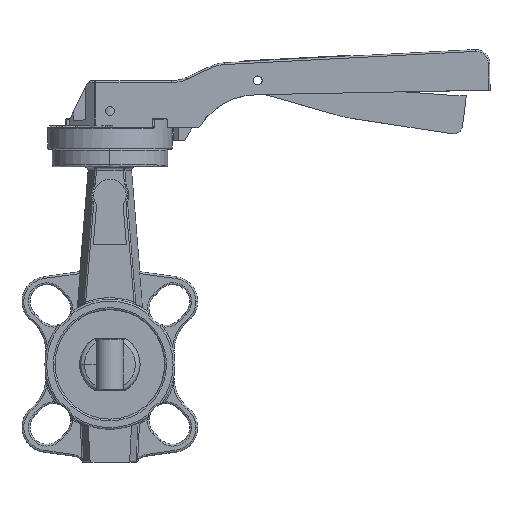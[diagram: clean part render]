
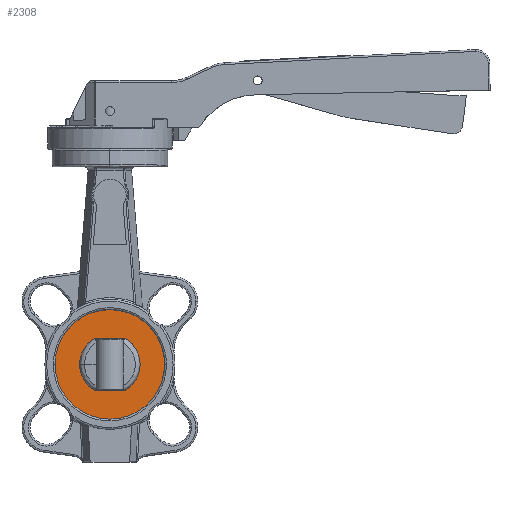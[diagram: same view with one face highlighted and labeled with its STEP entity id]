
A CAD part, top view. The second image highlights one B-rep face of the part: STEP entity #2308.
In plain terms, the highlighted planar face has unit normal (0, 0, 1).
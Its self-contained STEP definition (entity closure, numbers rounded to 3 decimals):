
#14 = DIRECTION ( 'NONE',  ( -1., 0., 0. ) ) ;
#212 = EDGE_CURVE ( 'NONE', #41021, #18475, #25203, .T. ) ;
#250 = PLANE ( 'NONE',  #11402 ) ;
#403 = CARTESIAN_POINT ( 'NONE',  ( 8.709, 14.6, 18.3 ) ) ;
#2308 = ADVANCED_FACE ( 'NONE', ( #29422, #31021 ), #250, .T. ) ;
#2751 = CARTESIAN_POINT ( 'NONE',  ( 8.709, -14.6, 18.3 ) ) ;
#4794 = CARTESIAN_POINT ( 'NONE',  ( 0., 14.6, 18.3 ) ) ;
#5054 = CARTESIAN_POINT ( 'NONE',  ( 0., 0., 18.3 ) ) ;
#5923 = AXIS2_PLACEMENT_3D ( 'NONE', #16864, #37740, #17012 ) ;
#7739 = ORIENTED_EDGE ( 'NONE', *, *, #42994, .F. ) ;
#9023 = EDGE_LOOP ( 'NONE', ( #7739, #26447 ) ) ;
#10063 = CARTESIAN_POINT ( 'NONE',  ( 0., 0., 18.3 ) ) ;
#10141 = DIRECTION ( 'NONE',  ( 0., 0., -1. ) ) ;
#10683 = CARTESIAN_POINT ( 'NONE',  ( 0., -14.6, 18.3 ) ) ;
#11402 = AXIS2_PLACEMENT_3D ( 'NONE', #31121, #37845, #20965 ) ;
#11496 = CARTESIAN_POINT ( 'NONE',  ( -30.75, 0., 18.3 ) ) ;
#11715 = DIRECTION ( 'NONE',  ( 0., 0., -1. ) ) ;
#11774 = LINE ( 'NONE', #4794, #35809 ) ;
#12097 = CARTESIAN_POINT ( 'NONE',  ( 0., 0., 18.3 ) ) ;
#15348 = DIRECTION ( 'NONE',  ( 1., 0., 0. ) ) ;
#15706 = CIRCLE ( 'NONE', #18144, 17. ) ;
#16864 = CARTESIAN_POINT ( 'NONE',  ( 0., 0., 18.3 ) ) ;
#17012 = DIRECTION ( 'NONE',  ( -1., 0., 0. ) ) ;
#17334 = VERTEX_POINT ( 'NONE', #403 ) ;
#17401 = DIRECTION ( 'NONE',  ( 0., 0., -1. ) ) ;
#17507 = EDGE_CURVE ( 'NONE', #35519, #39996, #35971, .T. ) ;
#18144 = AXIS2_PLACEMENT_3D ( 'NONE', #37306, #10141, #14 ) ;
#18338 = CARTESIAN_POINT ( 'NONE',  ( -8.709, 14.6, 18.3 ) ) ;
#18475 = VERTEX_POINT ( 'NONE', #25009 ) ;
#19341 = CARTESIAN_POINT ( 'NONE',  ( 30.75, 0., 18.3 ) ) ;
#20965 = DIRECTION ( 'NONE',  ( 1., 0., 0. ) ) ;
#21180 = ORIENTED_EDGE ( 'NONE', *, *, #40685, .T. ) ;
#24406 = EDGE_CURVE ( 'NONE', #17334, #41021, #43140, .T. ) ;
#24965 = DIRECTION ( 'NONE',  ( -1., 0., 0. ) ) ;
#25009 = CARTESIAN_POINT ( 'NONE',  ( -8.709, -14.6, 18.3 ) ) ;
#25203 = LINE ( 'NONE', #10683, #33249 ) ;
#26447 = ORIENTED_EDGE ( 'NONE', *, *, #17507, .F. ) ;
#26826 = VERTEX_POINT ( 'NONE', #44030 ) ;
#29422 = FACE_OUTER_BOUND ( 'NONE', #9023, .T. ) ;
#29614 = ORIENTED_EDGE ( 'NONE', *, *, #34811, .T. ) ;
#31021 = FACE_BOUND ( 'NONE', #43281, .T. ) ;
#31121 = CARTESIAN_POINT ( 'NONE',  ( 0., 0., 18.3 ) ) ;
#32882 = CIRCLE ( 'NONE', #40079, 17. ) ;
#33249 = VECTOR ( 'NONE', #41300, 1000. ) ;
#33442 = EDGE_CURVE ( 'NONE', #26826, #40638, #32882, .T. ) ;
#34809 = ORIENTED_EDGE ( 'NONE', *, *, #33442, .T. ) ;
#34811 = EDGE_CURVE ( 'NONE', #18475, #26826, #15706, .T. ) ;
#35519 = VERTEX_POINT ( 'NONE', #19341 ) ;
#35809 = VECTOR ( 'NONE', #15348, 1000. ) ;
#35971 = CIRCLE ( 'NONE', #39788, 30.75 ) ;
#35990 = DIRECTION ( 'NONE',  ( 0., 0., -1. ) ) ;
#37306 = CARTESIAN_POINT ( 'NONE',  ( 0., 0., 18.3 ) ) ;
#37740 = DIRECTION ( 'NONE',  ( 0., 0., -1. ) ) ;
#37845 = DIRECTION ( 'NONE',  ( 0., 0., 1. ) ) ;
#38326 = CIRCLE ( 'NONE', #38979, 30.75 ) ;
#38979 = AXIS2_PLACEMENT_3D ( 'NONE', #12097, #35990, #42559 ) ;
#39788 = AXIS2_PLACEMENT_3D ( 'NONE', #5054, #11715, #24965 ) ;
#39996 = VERTEX_POINT ( 'NONE', #11496 ) ;
#40079 = AXIS2_PLACEMENT_3D ( 'NONE', #10063, #17401, #44092 ) ;
#40638 = VERTEX_POINT ( 'NONE', #18338 ) ;
#40685 = EDGE_CURVE ( 'NONE', #40638, #17334, #11774, .T. ) ;
#41021 = VERTEX_POINT ( 'NONE', #2751 ) ;
#41300 = DIRECTION ( 'NONE',  ( -1., 0., 0. ) ) ;
#41798 = ORIENTED_EDGE ( 'NONE', *, *, #212, .T. ) ;
#42559 = DIRECTION ( 'NONE',  ( -1., 0., 0. ) ) ;
#42994 = EDGE_CURVE ( 'NONE', #39996, #35519, #38326, .T. ) ;
#43140 = CIRCLE ( 'NONE', #5923, 17. ) ;
#43281 = EDGE_LOOP ( 'NONE', ( #29614, #34809, #21180, #44015, #41798 ) ) ;
#44015 = ORIENTED_EDGE ( 'NONE', *, *, #24406, .T. ) ;
#44030 = CARTESIAN_POINT ( 'NONE',  ( -17., 0., 18.3 ) ) ;
#44092 = DIRECTION ( 'NONE',  ( -1., 0., 0. ) ) ;
